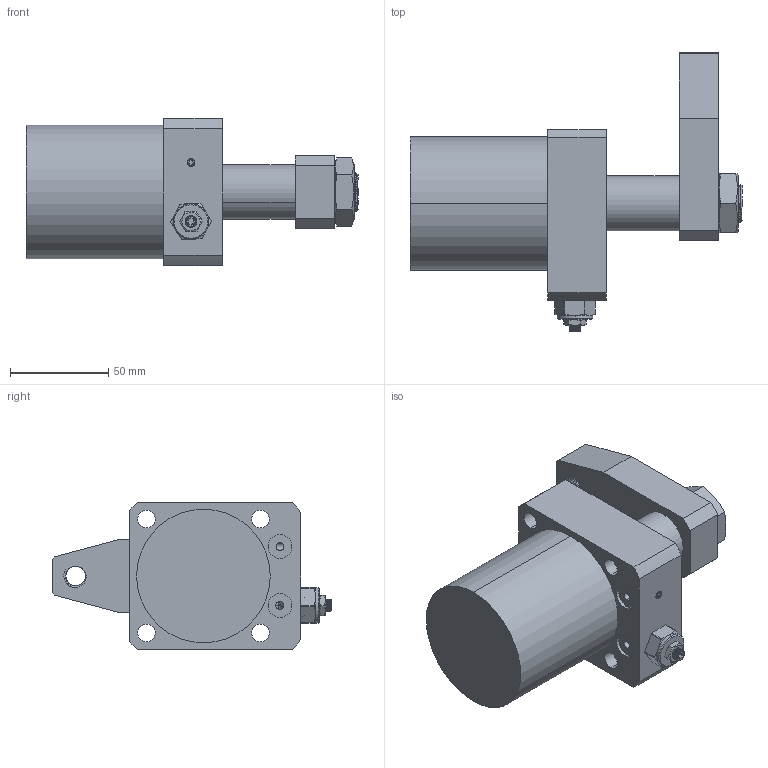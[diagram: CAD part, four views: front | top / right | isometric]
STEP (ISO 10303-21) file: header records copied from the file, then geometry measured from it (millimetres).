
FILE_DESCRIPTION (( 'STEP AP203' ), '1' );
FILE_NAME ('chs-famt50s_asm.STEP', '2019-04-24T11:07:42', ( '' ), ( '' ), 'SwSTEP 2.0', 'SolidWorks 2017', '' );
FILE_SCHEMA (( 'CONFIG_CONTROL_DESIGN' ));
Length unit declared in the file: millimetre
Products named in the file (9): M20LM_7; 20覃厒裝; CHS-50SHSG_6; M4; CHS-FAMT50  BT; hex thin nuts-grades ab-chamfered gb(GB_FASTENER_NUT_STNAB M6-S); chs-famt50s_asm; CHS-50SYB_7; 20概极
Assembly tree (10 placements, depth 2):
  chs-famt50s_asm
    M4  x3
    CHS-50SHSG_6
    CHS-50SYB_7
    M20LM_7
    20概极
    20覃厒裝
    hex thin nuts-grades ab-chamfered gb(GB_FASTENER_NUT_STNAB M6-S)
    CHS-FAMT50  BT
Bounding box: 169 x 142.4 x 75 mm (x, y, z)
Volume: 466631.8 mm3; surface area: 92390.7 mm2
Topology: 11 solids, 11 shells, 680 faces, 2019 edges, 1379 vertices
Faces by surface type: cylinder 284, bspline 157, plane 150, cone 80, torus 9
Entity records: 46073 total; most frequent: CARTESIAN_POINT 31237, ORIENTED_EDGE 3534, DIRECTION 2017, EDGE_CURVE 1767, VERTEX_POINT 1195, B_SPLINE_CURVE_WITH_KNOTS 813, AXIS2_PLACEMENT_3D 758, EDGE_LOOP 670
